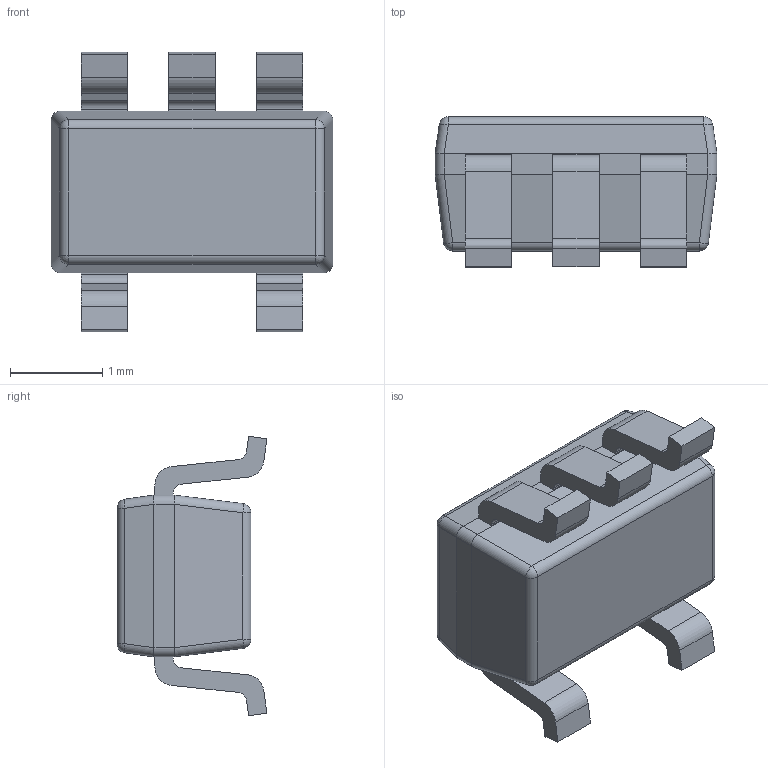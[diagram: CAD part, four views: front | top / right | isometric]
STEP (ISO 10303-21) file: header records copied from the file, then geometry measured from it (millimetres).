
FILE_DESCRIPTION (( 'STEP AP214' ), '1' );
FILE_NAME ('245298B0-6F39-4A17-AAF4-EF1EC96FBC61.STEP', '2024-05-13T11:24:28', ( '' ), ( '' ), 'SwSTEP 2.0', 'SolidWorks 2022', '' );
FILE_SCHEMA (( 'AUTOMOTIVE_DESIGN' ));
Length unit declared in the file: millimetre
Products named in the file (1): 245298B0-6F39-4A17-AAF4-EF1EC96FBC61
Bounding box: 3.05 x 1.62 x 3.03 mm (x, y, z)
Volume: 7.9 mm3; surface area: 32 mm2
Topology: 1 solids, 1 shells, 107 faces, 284 edges, 176 vertices
Faces by surface type: plane 59, cylinder 40, sphere 8
Entity records: 4433 total; most frequent: CARTESIAN_POINT 632, ORIENTED_EDGE 552, DIRECTION 532, EDGE_CURVE 276, LINE 188, VECTOR 188, VERTEX_POINT 176, AXIS2_PLACEMENT_3D 172
